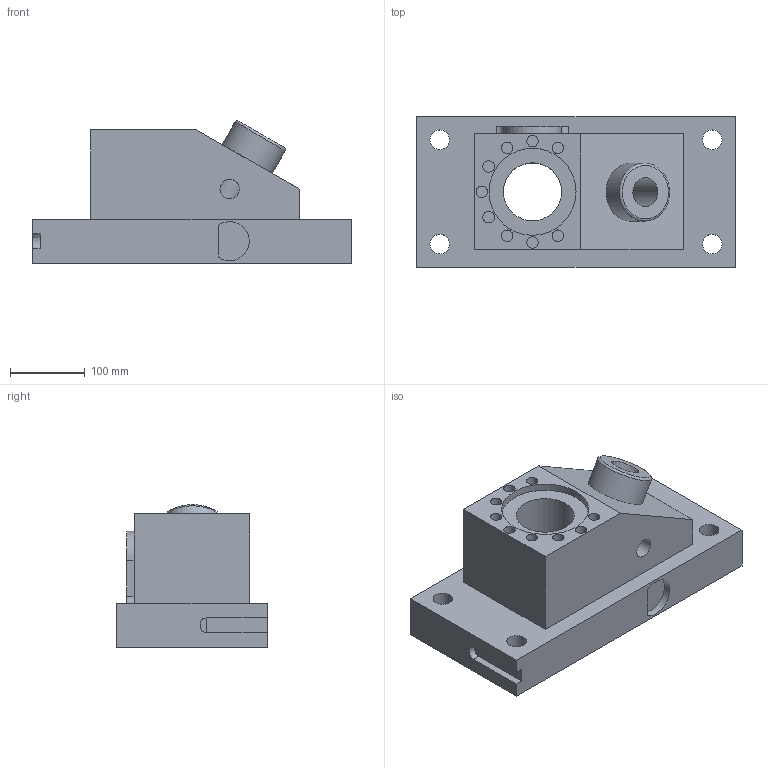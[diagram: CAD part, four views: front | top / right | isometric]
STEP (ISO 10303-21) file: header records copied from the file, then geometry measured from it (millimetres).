
FILE_DESCRIPTION(('Open CASCADE Model'),'2;1');
FILE_NAME('Open CASCADE Shape Model','2016-02-04T11:17:45',(''),(''), 'Open CASCADE STEP processor 7.0','','Unknown');
FILE_SCHEMA(('AUTOMOTIVE_DESIGN_CC2 { 1 2 10303 214 -1 1 5 4 }'));
Length unit declared in the file: millimetre
Products named in the file (2): ASSEMBLY; SOLID
Assembly tree (1 placements, depth 2):
  ASSEMBLY
    SOLID
Bounding box: 426.25 x 201.5 x 190.55 mm (x, y, z)
Volume: 8182331 mm3; surface area: 441024.7 mm2
Topology: 1 solids, 1 shells, 87 faces, 198 edges, 131 vertices
Faces by surface type: plane 51, cylinder 34, extrusion 1, torus 1
Full cylindrical faces by diameter (mm): 15.36 x9, 26.2 x5, 38.75 x1, 77.5 x1, 77.54 x1, 100.76 x1, 116.26 x2
Entity records: 2815 total; most frequent: CARTESIAN_POINT 733, DIRECTION 441, ORIENTED_EDGE 396, EDGE_CURVE 198, AXIS2_PLACEMENT_3D 157, VERTEX_POINT 131, VECTOR 127, LINE 126
